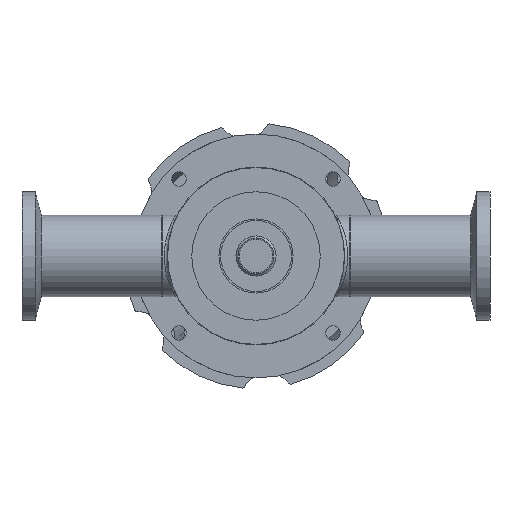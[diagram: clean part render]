
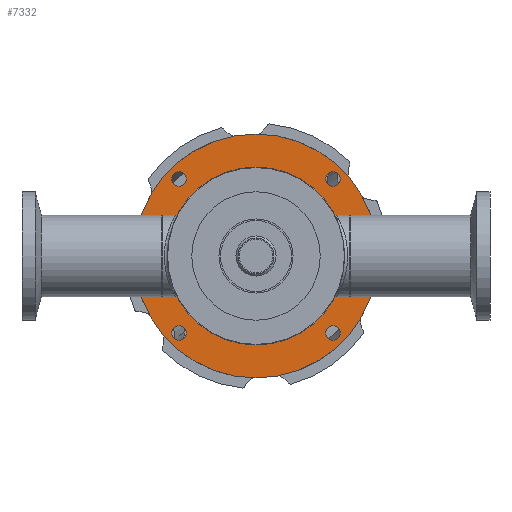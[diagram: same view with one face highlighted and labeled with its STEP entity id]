
A CAD part, front view. The second image highlights one B-rep face of the part: STEP entity #7332.
In plain terms, the highlighted planar face has unit normal (0, -1, 0).
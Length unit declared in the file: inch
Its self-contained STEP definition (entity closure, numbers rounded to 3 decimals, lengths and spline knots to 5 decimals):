
#23 = ORIENTED_EDGE ( 'NONE', *, *, #7650, .T. ) ;
#238 = AXIS2_PLACEMENT_3D ( 'NONE', #5145, #11235, #10231 ) ;
#332 = EDGE_CURVE ( 'NONE', #8308, #5805, #3152, .T. ) ;
#564 = EDGE_CURVE ( 'NONE', #5090, #13098, #1843, .T. ) ;
#738 = CIRCLE ( 'NONE', #12090, 0.8175 ) ;
#968 = ORIENTED_EDGE ( 'NONE', *, *, #6072, .T. ) ;
#975 = DIRECTION ( 'NONE',  ( 0., 1., 0. ) ) ;
#1028 = CARTESIAN_POINT ( 'NONE',  ( 0.77511, 1.5, 0.70711 ) ) ;
#1039 = EDGE_CURVE ( 'NONE', #11941, #6695, #4080, .T. ) ;
#1081 = VERTEX_POINT ( 'NONE', #12663 ) ;
#1101 = AXIS2_PLACEMENT_3D ( 'NONE', #9347, #5135, #1876 ) ;
#1484 = CIRCLE ( 'NONE', #7571, 0.068 ) ;
#1631 = CARTESIAN_POINT ( 'NONE',  ( -0.8175, 1.5, 0. ) ) ;
#1738 = CARTESIAN_POINT ( 'NONE',  ( -0.70711, 1.5, -0.70711 ) ) ;
#1843 = CIRCLE ( 'NONE', #238, 0.068 ) ;
#1876 = DIRECTION ( 'NONE',  ( -1., 0., 0. ) ) ;
#2001 = FACE_BOUND ( 'NONE', #10003, .T. ) ;
#2453 = CIRCLE ( 'NONE', #11918, 0.068 ) ;
#2463 = ORIENTED_EDGE ( 'NONE', *, *, #564, .T. ) ;
#2609 = DIRECTION ( 'NONE',  ( 1., 0., 0. ) ) ;
#2640 = FACE_BOUND ( 'NONE', #6895, .T. ) ;
#2663 = ORIENTED_EDGE ( 'NONE', *, *, #11241, .T. ) ;
#2669 = DIRECTION ( 'NONE',  ( 0., -1., 0. ) ) ;
#2773 = DIRECTION ( 'NONE',  ( 0., 1., 0. ) ) ;
#2781 = DIRECTION ( 'NONE',  ( -1., 0., 0. ) ) ;
#2881 = CARTESIAN_POINT ( 'NONE',  ( -0.70711, 1.5, -0.70711 ) ) ;
#3152 = CIRCLE ( 'NONE', #5289, 1.12 ) ;
#3345 = AXIS2_PLACEMENT_3D ( 'NONE', #7074, #975, #8113 ) ;
#3399 = EDGE_CURVE ( 'NONE', #7838, #10143, #13147, .T. ) ;
#3450 = AXIS2_PLACEMENT_3D ( 'NONE', #11489, #5394, #12486 ) ;
#3627 = CARTESIAN_POINT ( 'NONE',  ( -0.77511, 1.5, 0.70711 ) ) ;
#3648 = DIRECTION ( 'NONE',  ( 1., 0., 0. ) ) ;
#3665 = DIRECTION ( 'NONE',  ( 0., 1., 0. ) ) ;
#3675 = ORIENTED_EDGE ( 'NONE', *, *, #5040, .T. ) ;
#3701 = AXIS2_PLACEMENT_3D ( 'NONE', #12731, #9733, #3648 ) ;
#3894 = DIRECTION ( 'NONE',  ( -1., 0., 0. ) ) ;
#3922 = AXIS2_PLACEMENT_3D ( 'NONE', #8753, #2669, #9784 ) ;
#4029 = EDGE_LOOP ( 'NONE', ( #4628, #3675 ) ) ;
#4080 = CIRCLE ( 'NONE', #1101, 0.068 ) ;
#4229 = ORIENTED_EDGE ( 'NONE', *, *, #332, .T. ) ;
#4628 = ORIENTED_EDGE ( 'NONE', *, *, #3399, .T. ) ;
#4692 = FACE_OUTER_BOUND ( 'NONE', #6275, .T. ) ;
#4842 = EDGE_CURVE ( 'NONE', #6695, #11941, #2453, .T. ) ;
#4850 = CIRCLE ( 'NONE', #3450, 0.068 ) ;
#4859 = VERTEX_POINT ( 'NONE', #1631 ) ;
#5034 = VERTEX_POINT ( 'NONE', #7021 ) ;
#5040 = EDGE_CURVE ( 'NONE', #10143, #7838, #1484, .T. ) ;
#5090 = VERTEX_POINT ( 'NONE', #9336 ) ;
#5109 = ORIENTED_EDGE ( 'NONE', *, *, #5317, .T. ) ;
#5135 = DIRECTION ( 'NONE',  ( 0., 1., 0. ) ) ;
#5145 = CARTESIAN_POINT ( 'NONE',  ( -0.70711, 1.5, 0.70711 ) ) ;
#5206 = CARTESIAN_POINT ( 'NONE',  ( 0.70711, 1.5, 0.70711 ) ) ;
#5289 = AXIS2_PLACEMENT_3D ( 'NONE', #7132, #10016, #2609 ) ;
#5317 = EDGE_CURVE ( 'NONE', #5805, #8308, #7065, .T. ) ;
#5343 = VERTEX_POINT ( 'NONE', #11815 ) ;
#5394 = DIRECTION ( 'NONE',  ( 0., 1., 0. ) ) ;
#5481 = EDGE_CURVE ( 'NONE', #4859, #5034, #738, .T. ) ;
#5537 = AXIS2_PLACEMENT_3D ( 'NONE', #1738, #8876, #2781 ) ;
#5622 = PLANE ( 'NONE',  #3701 ) ;
#5805 = VERTEX_POINT ( 'NONE', #11745 ) ;
#5807 = DIRECTION ( 'NONE',  ( 0., 1., 0. ) ) ;
#6072 = EDGE_CURVE ( 'NONE', #5343, #1081, #7113, .T. ) ;
#6215 = DIRECTION ( 'NONE',  ( -1., 0., 0. ) ) ;
#6275 = EDGE_LOOP ( 'NONE', ( #4229, #5109 ) ) ;
#6695 = VERTEX_POINT ( 'NONE', #11549 ) ;
#6703 = ORIENTED_EDGE ( 'NONE', *, *, #10597, .T. ) ;
#6895 = EDGE_LOOP ( 'NONE', ( #6703, #10957 ) ) ;
#7021 = CARTESIAN_POINT ( 'NONE',  ( 0.8175, 1.5, 0. ) ) ;
#7065 = CIRCLE ( 'NONE', #3922, 1.12 ) ;
#7074 = CARTESIAN_POINT ( 'NONE',  ( 0., 1.5, 0. ) ) ;
#7113 = CIRCLE ( 'NONE', #10258, 0.068 ) ;
#7132 = CARTESIAN_POINT ( 'NONE',  ( 0., 1.5, 0. ) ) ;
#7332 = ADVANCED_FACE ( 'NONE', ( #2640, #4692, #7392, #10130, #2001, #12472 ), #5622, .T. ) ;
#7392 = FACE_BOUND ( 'NONE', #12917, .T. ) ;
#7571 = AXIS2_PLACEMENT_3D ( 'NONE', #5206, #12307, #6215 ) ;
#7618 = EDGE_LOOP ( 'NONE', ( #2663, #968 ) ) ;
#7650 = EDGE_CURVE ( 'NONE', #13098, #5090, #4850, .T. ) ;
#7745 = CARTESIAN_POINT ( 'NONE',  ( 1.12, 1.5, 0. ) ) ;
#7838 = VERTEX_POINT ( 'NONE', #12888 ) ;
#7844 = CIRCLE ( 'NONE', #5537, 0.068 ) ;
#8113 = DIRECTION ( 'NONE',  ( 1., 0., 0. ) ) ;
#8308 = VERTEX_POINT ( 'NONE', #7745 ) ;
#8491 = CARTESIAN_POINT ( 'NONE',  ( 0.63911, 1.5, -0.70711 ) ) ;
#8753 = CARTESIAN_POINT ( 'NONE',  ( 0., 1.5, 0. ) ) ;
#8821 = ORIENTED_EDGE ( 'NONE', *, *, #4842, .T. ) ;
#8859 = CARTESIAN_POINT ( 'NONE',  ( 0., 1.5, 0. ) ) ;
#8876 = DIRECTION ( 'NONE',  ( 0., 1., 0. ) ) ;
#9336 = CARTESIAN_POINT ( 'NONE',  ( -0.63911, 1.5, 0.70711 ) ) ;
#9347 = CARTESIAN_POINT ( 'NONE',  ( 0.70711, 1.5, -0.70711 ) ) ;
#9733 = DIRECTION ( 'NONE',  ( 0., -1., 0. ) ) ;
#9754 = CARTESIAN_POINT ( 'NONE',  ( 0.70711, 1.5, -0.70711 ) ) ;
#9784 = DIRECTION ( 'NONE',  ( 1., 0., 0. ) ) ;
#9903 = DIRECTION ( 'NONE',  ( 1., 0., 0. ) ) ;
#10002 = DIRECTION ( 'NONE',  ( 0., 1., 0. ) ) ;
#10003 = EDGE_LOOP ( 'NONE', ( #23, #2463 ) ) ;
#10016 = DIRECTION ( 'NONE',  ( 0., -1., 0. ) ) ;
#10130 = FACE_BOUND ( 'NONE', #7618, .T. ) ;
#10143 = VERTEX_POINT ( 'NONE', #1028 ) ;
#10231 = DIRECTION ( 'NONE',  ( -1., 0., 0. ) ) ;
#10258 = AXIS2_PLACEMENT_3D ( 'NONE', #2881, #10002, #3894 ) ;
#10515 = ORIENTED_EDGE ( 'NONE', *, *, #1039, .T. ) ;
#10579 = CIRCLE ( 'NONE', #3345, 0.8175 ) ;
#10597 = EDGE_CURVE ( 'NONE', #5034, #4859, #10579, .T. ) ;
#10792 = DIRECTION ( 'NONE',  ( -1., 0., 0. ) ) ;
#10957 = ORIENTED_EDGE ( 'NONE', *, *, #5481, .T. ) ;
#11235 = DIRECTION ( 'NONE',  ( 0., 1., 0. ) ) ;
#11241 = EDGE_CURVE ( 'NONE', #1081, #5343, #7844, .T. ) ;
#11489 = CARTESIAN_POINT ( 'NONE',  ( -0.70711, 1.5, 0.70711 ) ) ;
#11549 = CARTESIAN_POINT ( 'NONE',  ( 0.77511, 1.5, -0.70711 ) ) ;
#11745 = CARTESIAN_POINT ( 'NONE',  ( -1.12, 1.5, 0. ) ) ;
#11815 = CARTESIAN_POINT ( 'NONE',  ( -0.63911, 1.5, -0.70711 ) ) ;
#11906 = CARTESIAN_POINT ( 'NONE',  ( 0.70711, 1.5, 0.70711 ) ) ;
#11918 = AXIS2_PLACEMENT_3D ( 'NONE', #9754, #3665, #10792 ) ;
#11941 = VERTEX_POINT ( 'NONE', #8491 ) ;
#12090 = AXIS2_PLACEMENT_3D ( 'NONE', #8859, #2773, #9903 ) ;
#12307 = DIRECTION ( 'NONE',  ( 0., 1., 0. ) ) ;
#12472 = FACE_BOUND ( 'NONE', #4029, .T. ) ;
#12486 = DIRECTION ( 'NONE',  ( -1., 0., 0. ) ) ;
#12663 = CARTESIAN_POINT ( 'NONE',  ( -0.77511, 1.5, -0.70711 ) ) ;
#12673 = AXIS2_PLACEMENT_3D ( 'NONE', #11906, #5807, #12916 ) ;
#12731 = CARTESIAN_POINT ( 'NONE',  ( -0.39598, 1.5, -0.39598 ) ) ;
#12888 = CARTESIAN_POINT ( 'NONE',  ( 0.63911, 1.5, 0.70711 ) ) ;
#12916 = DIRECTION ( 'NONE',  ( -1., 0., 0. ) ) ;
#12917 = EDGE_LOOP ( 'NONE', ( #10515, #8821 ) ) ;
#13098 = VERTEX_POINT ( 'NONE', #3627 ) ;
#13147 = CIRCLE ( 'NONE', #12673, 0.068 ) ;
